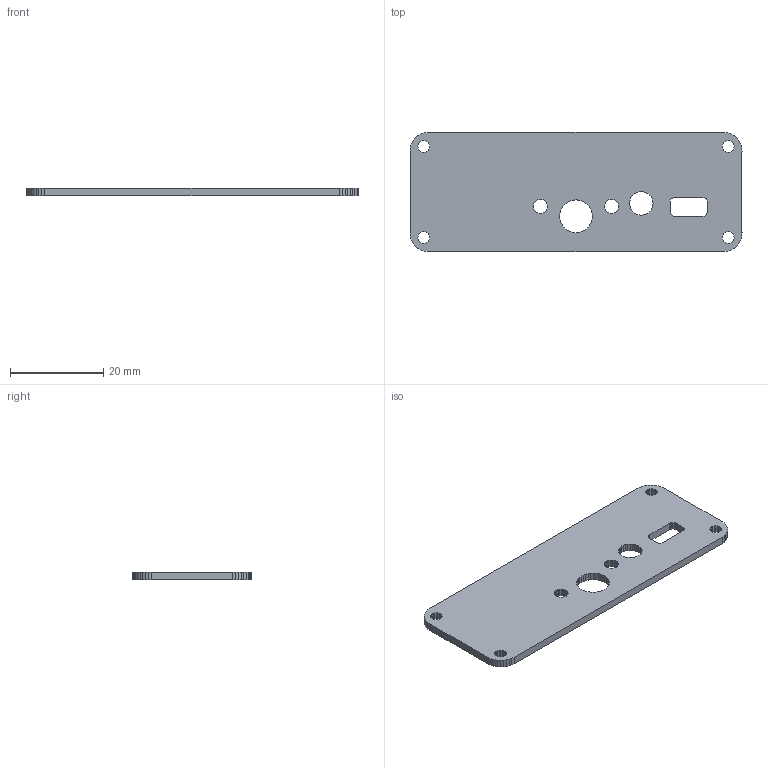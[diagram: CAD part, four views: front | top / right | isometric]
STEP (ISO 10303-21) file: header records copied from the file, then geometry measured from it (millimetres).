
FILE_DESCRIPTION(('Open CASCADE Model'),'2;1');
FILE_NAME('Open CASCADE Shape Model','2013-12-10T22:35:56',('Author'),( 'Open CASCADE'),'Open CASCADE STEP processor 6.2','Open CASCADE 6.2' ,'Unknown');
FILE_SCHEMA(('AUTOMOTIVE_DESIGN { 1 0 10303 214 1 1 1 1 }'));
Length unit declared in the file: millimetre
Products named in the file (2): PCB; Board
Assembly tree (1 placements, depth 2):
  PCB
    Board
Bounding box: 71.02 x 25.52 x 1.69 mm (x, y, z)
Volume: 2831.7 mm3; surface area: 3851 mm2
Topology: 1 solids, 1 shells, 314 faces, 936 edges, 624 vertices
Faces by surface type: plane 314
Entity records: 22563 total; most frequent: CARTESIAN_POINT 3748, DIRECTION 3440, LINE 2808, VECTOR 2808, ORIENTED_EDGE 1872, PCURVE 1872, DEFINITIONAL_REPRESENTATION 1872, EDGE_CURVE 936
